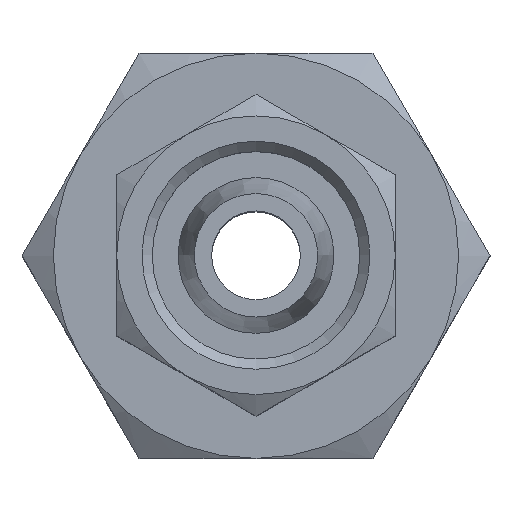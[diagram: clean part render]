
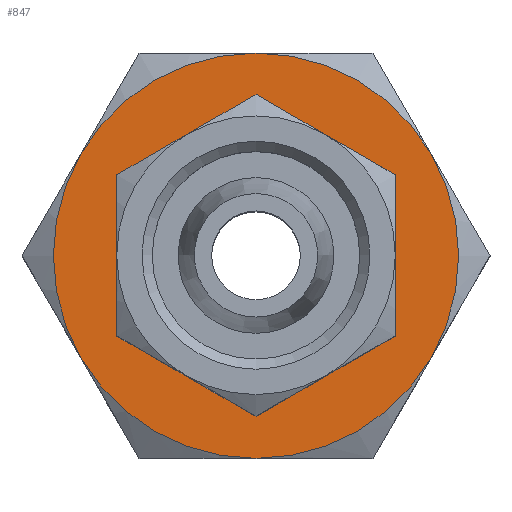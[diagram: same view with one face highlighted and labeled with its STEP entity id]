
A CAD part, top view. The second image highlights one B-rep face of the part: STEP entity #847.
In plain terms, the highlighted planar face has unit normal (0, 0, 1).
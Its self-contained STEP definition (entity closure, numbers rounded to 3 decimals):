
#26=PLANE('',#961);
#94=CIRCLE('',#917,16.);
#95=CIRCLE('',#919,16.);
#96=CIRCLE('',#921,16.);
#97=CIRCLE('',#923,16.);
#98=CIRCLE('',#925,16.);
#115=CIRCLE('',#960,16.);
#116=CIRCLE('',#962,8.08);
#243=ORIENTED_EDGE('',*,*,#448,.T.);
#244=ORIENTED_EDGE('',*,*,#416,.F.);
#245=ORIENTED_EDGE('',*,*,#446,.F.);
#246=ORIENTED_EDGE('',*,*,#414,.F.);
#247=ORIENTED_EDGE('',*,*,#425,.F.);
#248=ORIENTED_EDGE('',*,*,#422,.F.);
#249=ORIENTED_EDGE('',*,*,#419,.F.);
#414=EDGE_CURVE('',#518,#517,#94,.T.);
#416=EDGE_CURVE('',#519,#521,#95,.T.);
#419=EDGE_CURVE('',#521,#523,#96,.T.);
#422=EDGE_CURVE('',#523,#525,#97,.T.);
#425=EDGE_CURVE('',#525,#518,#98,.T.);
#446=EDGE_CURVE('',#517,#519,#115,.T.);
#448=EDGE_CURVE('',#543,#543,#116,.T.);
#517=VERTEX_POINT('',#1464);
#518=VERTEX_POINT('',#1469);
#519=VERTEX_POINT('',#1476);
#521=VERTEX_POINT('',#1479);
#523=VERTEX_POINT('',#1491);
#525=VERTEX_POINT('',#1503);
#543=VERTEX_POINT('',#1588);
#660=EDGE_LOOP('',(#243));
#661=EDGE_LOOP('',(#244,#245,#246,#247,#248,#249));
#746=FACE_BOUND('',#660,.T.);
#747=FACE_BOUND('',#661,.T.);
#847=ADVANCED_FACE('',(#746,#747),#26,.T.);
#917=AXIS2_PLACEMENT_3D('',#1470,#1065,#1066);
#919=AXIS2_PLACEMENT_3D('',#1478,#1069,#1070);
#921=AXIS2_PLACEMENT_3D('',#1490,#1073,#1074);
#923=AXIS2_PLACEMENT_3D('',#1502,#1077,#1078);
#925=AXIS2_PLACEMENT_3D('',#1514,#1081,#1082);
#960=AXIS2_PLACEMENT_3D('',#1581,#1151,#1152);
#961=AXIS2_PLACEMENT_3D('',#1586,#1153,#1154);
#962=AXIS2_PLACEMENT_3D('',#1587,#1155,#1156);
#1065=DIRECTION('',(0.,0.,-1.));
#1066=DIRECTION('',(-1.,0.,0.));
#1069=DIRECTION('',(0.,0.,-1.));
#1070=DIRECTION('',(-1.,0.,0.));
#1073=DIRECTION('',(0.,0.,-1.));
#1074=DIRECTION('',(-1.,0.,0.));
#1077=DIRECTION('',(0.,0.,-1.));
#1078=DIRECTION('',(-1.,0.,0.));
#1081=DIRECTION('',(0.,0.,-1.));
#1082=DIRECTION('',(-1.,0.,0.));
#1151=DIRECTION('',(0.,0.,-1.));
#1152=DIRECTION('',(-1.,0.,0.));
#1153=DIRECTION('',(0.,0.,1.));
#1154=DIRECTION('',(1.,0.,0.));
#1155=DIRECTION('',(0.,0.,-1.));
#1156=DIRECTION('',(-1.,0.,0.));
#1464=CARTESIAN_POINT('',(-13.856,8.,-20.571));
#1469=CARTESIAN_POINT('',(-13.856,-8.,-20.571));
#1470=CARTESIAN_POINT('',(0.,0.,-20.571));
#1476=CARTESIAN_POINT('',(0.,16.,-20.571));
#1478=CARTESIAN_POINT('',(0.,0.,-20.571));
#1479=CARTESIAN_POINT('',(13.856,8.,-20.571));
#1490=CARTESIAN_POINT('',(0.,0.,-20.571));
#1491=CARTESIAN_POINT('',(13.856,-8.,-20.571));
#1502=CARTESIAN_POINT('',(0.,0.,-20.571));
#1503=CARTESIAN_POINT('',(0.,-16.,-20.571));
#1514=CARTESIAN_POINT('',(0.,0.,-20.571));
#1581=CARTESIAN_POINT('',(0.,0.,-20.571));
#1586=CARTESIAN_POINT('',(0.,16.,-20.571));
#1587=CARTESIAN_POINT('',(0.,0.,-20.571));
#1588=CARTESIAN_POINT('',(-8.08,0.,-20.571));
